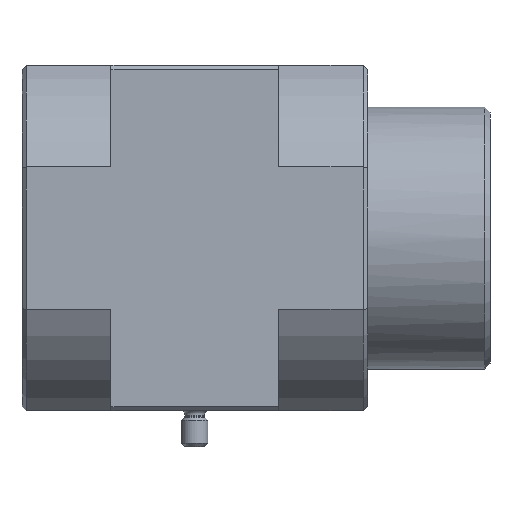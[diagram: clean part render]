
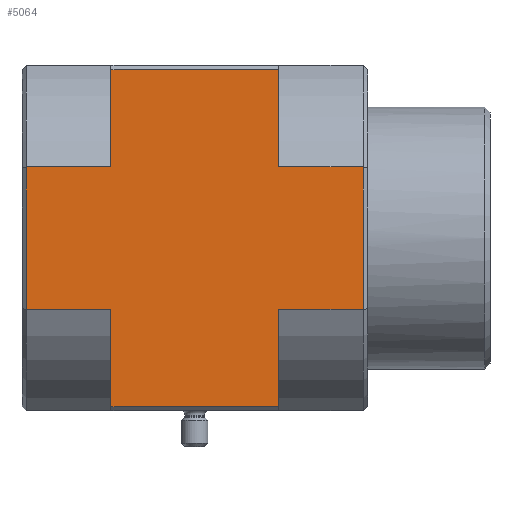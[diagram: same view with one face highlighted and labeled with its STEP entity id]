
A CAD part, left-side view. The second image highlights one B-rep face of the part: STEP entity #5064.
In plain terms, the highlighted face is planar.
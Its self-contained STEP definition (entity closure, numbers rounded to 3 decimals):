
#113=PLANE('',#5425);
#378=LINE('',#7476,#648);
#380=LINE('',#7480,#650);
#406=LINE('',#7547,#676);
#407=LINE('',#7550,#677);
#408=LINE('',#7552,#678);
#409=LINE('',#7554,#679);
#410=LINE('',#7555,#680);
#411=LINE('',#7557,#681);
#412=LINE('',#7559,#682);
#413=LINE('',#7561,#683);
#414=LINE('',#7563,#684);
#415=LINE('',#7564,#685);
#648=VECTOR('',#6190,1000.);
#650=VECTOR('',#6194,1000.);
#676=VECTOR('',#6244,1000.);
#677=VECTOR('',#6245,1000.);
#678=VECTOR('',#6246,1000.);
#679=VECTOR('',#6247,1000.);
#680=VECTOR('',#6248,1000.);
#681=VECTOR('',#6249,1000.);
#682=VECTOR('',#6250,1000.);
#683=VECTOR('',#6251,1000.);
#684=VECTOR('',#6252,1000.);
#685=VECTOR('',#6253,1000.);
#1243=ORIENTED_EDGE('',*,*,#2125,.T.);
#1244=ORIENTED_EDGE('',*,*,#2126,.F.);
#1245=ORIENTED_EDGE('',*,*,#2127,.T.);
#1246=ORIENTED_EDGE('',*,*,#2128,.F.);
#1247=ORIENTED_EDGE('',*,*,#2089,.T.);
#1248=ORIENTED_EDGE('',*,*,#2129,.T.);
#1249=ORIENTED_EDGE('',*,*,#2130,.F.);
#1250=ORIENTED_EDGE('',*,*,#2131,.T.);
#1251=ORIENTED_EDGE('',*,*,#2132,.F.);
#1252=ORIENTED_EDGE('',*,*,#2133,.T.);
#1253=ORIENTED_EDGE('',*,*,#2091,.F.);
#1254=ORIENTED_EDGE('',*,*,#2134,.F.);
#2089=EDGE_CURVE('',#2539,#2541,#378,.T.);
#2091=EDGE_CURVE('',#2542,#2543,#380,.T.);
#2125=EDGE_CURVE('',#2572,#2573,#406,.F.);
#2126=EDGE_CURVE('',#2574,#2573,#407,.T.);
#2127=EDGE_CURVE('',#2574,#2575,#408,.T.);
#2128=EDGE_CURVE('',#2539,#2575,#409,.T.);
#2129=EDGE_CURVE('',#2541,#2576,#410,.T.);
#2130=EDGE_CURVE('',#2577,#2576,#411,.T.);
#2131=EDGE_CURVE('',#2577,#2578,#412,.T.);
#2132=EDGE_CURVE('',#2579,#2578,#413,.F.);
#2133=EDGE_CURVE('',#2579,#2543,#414,.T.);
#2134=EDGE_CURVE('',#2572,#2542,#415,.T.);
#2539=VERTEX_POINT('',#7471);
#2541=VERTEX_POINT('',#7475);
#2542=VERTEX_POINT('',#7479);
#2543=VERTEX_POINT('',#7481);
#2572=VERTEX_POINT('',#7548);
#2573=VERTEX_POINT('',#7549);
#2574=VERTEX_POINT('',#7551);
#2575=VERTEX_POINT('',#7553);
#2576=VERTEX_POINT('',#7556);
#2577=VERTEX_POINT('',#7558);
#2578=VERTEX_POINT('',#7560);
#2579=VERTEX_POINT('',#7562);
#2956=EDGE_LOOP('',(#1243,#1244,#1245,#1246,#1247,#1248,#1249,#1250,#1251,
#1252,#1253,#1254));
#3245=FACE_BOUND('',#2956,.T.);
#5064=ADVANCED_FACE('',(#3245),#113,.F.);
#5425=AXIS2_PLACEMENT_3D('',#7546,#6242,#6243);
#6190=DIRECTION('',(0.,-1.,0.));
#6194=DIRECTION('',(0.,-1.,0.));
#6242=DIRECTION('',(0.,0.,1.));
#6243=DIRECTION('',(1.,0.,0.));
#6244=DIRECTION('',(0.,-1.,0.));
#6245=DIRECTION('',(-1.,0.,0.));
#6246=DIRECTION('',(0.,-1.,0.));
#6247=DIRECTION('',(-1.,0.,0.));
#6248=DIRECTION('',(-1.,0.,0.));
#6249=DIRECTION('',(0.,1.,0.));
#6250=DIRECTION('',(-1.,0.,0.));
#6251=DIRECTION('',(0.,1.,0.));
#6252=DIRECTION('',(-1.,0.,0.));
#6253=DIRECTION('',(-1.,0.,0.));
#7471=CARTESIAN_POINT('',(32.2,16.,-33.));
#7475=CARTESIAN_POINT('',(32.2,-16.,-33.));
#7476=CARTESIAN_POINT('',(32.2,33.,-33.));
#7479=CARTESIAN_POINT('',(-32.2,16.,-33.));
#7480=CARTESIAN_POINT('',(-32.2,33.,-33.));
#7481=CARTESIAN_POINT('',(-32.2,-16.,-33.));
#7546=CARTESIAN_POINT('',(32.2,33.,-33.));
#7547=CARTESIAN_POINT('',(-13.619,36.,-33.));
#7548=CARTESIAN_POINT('',(-13.619,16.,-33.));
#7549=CARTESIAN_POINT('',(-13.619,32.2,-33.));
#7550=CARTESIAN_POINT('',(33.,32.2,-33.));
#7551=CARTESIAN_POINT('',(13.619,32.2,-33.));
#7552=CARTESIAN_POINT('',(13.619,36.,-33.));
#7553=CARTESIAN_POINT('',(13.619,16.,-33.));
#7554=CARTESIAN_POINT('',(32.2,16.,-33.));
#7555=CARTESIAN_POINT('',(32.2,-16.,-33.));
#7556=CARTESIAN_POINT('',(13.619,-16.,-33.));
#7557=CARTESIAN_POINT('',(13.619,-36.,-33.));
#7558=CARTESIAN_POINT('',(13.619,-32.2,-33.));
#7559=CARTESIAN_POINT('',(33.,-32.2,-33.));
#7560=CARTESIAN_POINT('',(-13.619,-32.2,-33.));
#7561=CARTESIAN_POINT('',(-13.619,-36.,-33.));
#7562=CARTESIAN_POINT('',(-13.619,-16.,-33.));
#7563=CARTESIAN_POINT('',(32.2,-16.,-33.));
#7564=CARTESIAN_POINT('',(32.2,16.,-33.));
